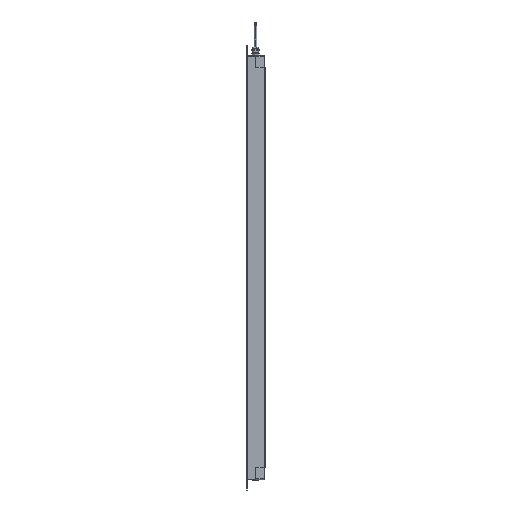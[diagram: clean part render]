
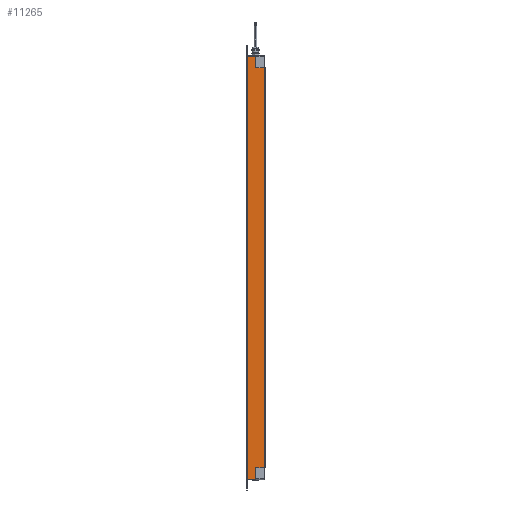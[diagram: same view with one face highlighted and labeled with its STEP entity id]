
A CAD part, left-side view. The second image highlights one B-rep face of the part: STEP entity #11265.
In plain terms, the highlighted planar face has unit normal (-1, 0, 0).
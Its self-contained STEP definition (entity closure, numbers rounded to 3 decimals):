
#37 = VERTEX_POINT ( 'NONE', #22798 ) ;
#380 = DIRECTION ( 'NONE',  ( 1., 0., 0. ) ) ;
#498 = ORIENTED_EDGE ( 'NONE', *, *, #27791, .T. ) ;
#746 = VECTOR ( 'NONE', #29987, 1000. ) ;
#1368 = DIRECTION ( 'NONE',  ( 0., -1., 0. ) ) ;
#1665 = VECTOR ( 'NONE', #24392, 1000. ) ;
#1906 = LINE ( 'NONE', #22027, #1665 ) ;
#2915 = FACE_OUTER_BOUND ( 'NONE', #3041, .T. ) ;
#3041 = EDGE_LOOP ( 'NONE', ( #33985, #498, #27335, #6135, #21063, #21958, #3360, #9079 ) ) ;
#3360 = ORIENTED_EDGE ( 'NONE', *, *, #22253, .T. ) ;
#4026 = CARTESIAN_POINT ( 'NONE',  ( -49.876, -1.944, -713.25 ) ) ;
#5446 = VECTOR ( 'NONE', #13104, 1000. ) ;
#5470 = DIRECTION ( 'NONE',  ( 0., -1., 0. ) ) ;
#6135 = ORIENTED_EDGE ( 'NONE', *, *, #22810, .F. ) ;
#6218 = EDGE_CURVE ( 'NONE', #27860, #35798, #18198, .T. ) ;
#6425 = CARTESIAN_POINT ( 'NONE',  ( -49.876, -1.944, 80.75 ) ) ;
#9079 = ORIENTED_EDGE ( 'NONE', *, *, #25940, .T. ) ;
#9154 = DIRECTION ( 'NONE',  ( 0., 0., 1. ) ) ;
#10244 = CARTESIAN_POINT ( 'NONE',  ( -49.876, -20.944, 136.5 ) ) ;
#10882 = EDGE_CURVE ( 'NONE', #13660, #35798, #19170, .T. ) ;
#11010 = DIRECTION ( 'NONE',  ( 0., 0., -1. ) ) ;
#11265 = ADVANCED_FACE ( 'NONE', ( #2915 ), #19088, .F. ) ;
#12173 = DIRECTION ( 'NONE',  ( 0., 0., 1. ) ) ;
#12354 = LINE ( 'NONE', #18169, #34270 ) ;
#13104 = DIRECTION ( 'NONE',  ( 0., 1., 0. ) ) ;
#13285 = CARTESIAN_POINT ( 'NONE',  ( -49.876, -1.944, -808. ) ) ;
#13660 = VERTEX_POINT ( 'NONE', #19144 ) ;
#15257 = DIRECTION ( 'NONE',  ( 0., 1., 0. ) ) ;
#16135 = VECTOR ( 'NONE', #12173, 1000. ) ;
#16726 = CARTESIAN_POINT ( 'NONE',  ( -49.876, -1.39, -645. ) ) ;
#17031 = VERTEX_POINT ( 'NONE', #25889 ) ;
#17219 = AXIS2_PLACEMENT_3D ( 'NONE', #16726, #380, #5470 ) ;
#18165 = VERTEX_POINT ( 'NONE', #25217 ) ;
#18169 = CARTESIAN_POINT ( 'NONE',  ( -49.876, -1.667, 136.5 ) ) ;
#18198 = LINE ( 'NONE', #13285, #5446 ) ;
#18260 = CARTESIAN_POINT ( 'NONE',  ( -49.876, -11.667, -781.5 ) ) ;
#19088 = PLANE ( 'NONE',  #17219 ) ;
#19144 = CARTESIAN_POINT ( 'NONE',  ( -49.876, 16.556, 163. ) ) ;
#19170 = LINE ( 'NONE', #33108, #23547 ) ;
#19857 = VERTEX_POINT ( 'NONE', #23901 ) ;
#20156 = LINE ( 'NONE', #4026, #16135 ) ;
#21063 = ORIENTED_EDGE ( 'NONE', *, *, #10882, .T. ) ;
#21178 = CARTESIAN_POINT ( 'NONE',  ( -49.876, 16.556, -808. ) ) ;
#21958 = ORIENTED_EDGE ( 'NONE', *, *, #6218, .F. ) ;
#22027 = CARTESIAN_POINT ( 'NONE',  ( -49.876, 16.556, 163. ) ) ;
#22253 = EDGE_CURVE ( 'NONE', #27860, #18165, #20156, .T. ) ;
#22798 = CARTESIAN_POINT ( 'NONE',  ( -49.876, -1.944, 163. ) ) ;
#22810 = EDGE_CURVE ( 'NONE', #13660, #37, #1906, .T. ) ;
#23547 = VECTOR ( 'NONE', #11010, 1000. ) ;
#23642 = LINE ( 'NONE', #6425, #24890 ) ;
#23901 = CARTESIAN_POINT ( 'NONE',  ( -49.876, -1.944, 136.5 ) ) ;
#24392 = DIRECTION ( 'NONE',  ( 0., -1., 0. ) ) ;
#24890 = VECTOR ( 'NONE', #9154, 1000. ) ;
#25217 = CARTESIAN_POINT ( 'NONE',  ( -49.876, -1.944, -781.5 ) ) ;
#25717 = EDGE_CURVE ( 'NONE', #19857, #37, #23642, .T. ) ;
#25889 = CARTESIAN_POINT ( 'NONE',  ( -49.876, -20.944, -781.5 ) ) ;
#25940 = EDGE_CURVE ( 'NONE', #18165, #17031, #29113, .T. ) ;
#27200 = VECTOR ( 'NONE', #1368, 1000. ) ;
#27335 = ORIENTED_EDGE ( 'NONE', *, *, #25717, .T. ) ;
#27791 = EDGE_CURVE ( 'NONE', #28821, #19857, #12354, .T. ) ;
#27860 = VERTEX_POINT ( 'NONE', #31759 ) ;
#28783 = EDGE_CURVE ( 'NONE', #17031, #28821, #29798, .T. ) ;
#28821 = VERTEX_POINT ( 'NONE', #10244 ) ;
#29113 = LINE ( 'NONE', #18260, #27200 ) ;
#29798 = LINE ( 'NONE', #35420, #746 ) ;
#29987 = DIRECTION ( 'NONE',  ( 0., 0., 1. ) ) ;
#31759 = CARTESIAN_POINT ( 'NONE',  ( -49.876, -1.944, -808. ) ) ;
#33108 = CARTESIAN_POINT ( 'NONE',  ( -49.876, 16.556, -645. ) ) ;
#33985 = ORIENTED_EDGE ( 'NONE', *, *, #28783, .T. ) ;
#34270 = VECTOR ( 'NONE', #15257, 1000. ) ;
#35420 = CARTESIAN_POINT ( 'NONE',  ( -49.876, -20.944, -713.25 ) ) ;
#35798 = VERTEX_POINT ( 'NONE', #21178 ) ;
